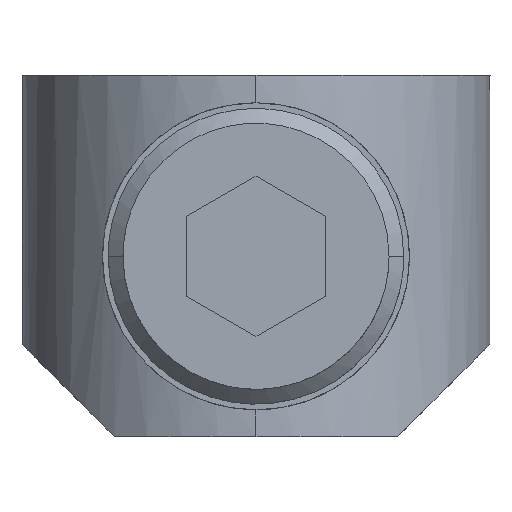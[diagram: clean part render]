
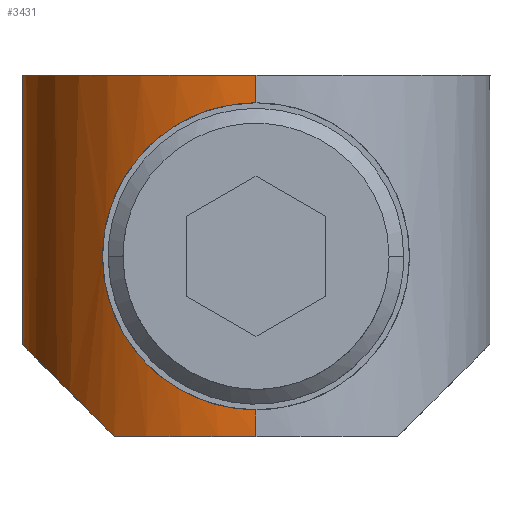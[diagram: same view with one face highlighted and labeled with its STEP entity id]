
A CAD part, left-side view. The second image highlights one B-rep face of the part: STEP entity #3431.
In plain terms, the highlighted cylindrical face has radius 10.287 mm (diameter 20.574 mm), a partial arc.
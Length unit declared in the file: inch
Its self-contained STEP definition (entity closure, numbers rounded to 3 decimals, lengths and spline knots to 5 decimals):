
#3042=CARTESIAN_POINT('',(-1.2569,0.,-0.625));
#3043=VERTEX_POINT('',#3042);
#3044=CARTESIAN_POINT('',(-1.2569,0.,-0.57865));
#3045=VERTEX_POINT('',#3044);
#3046=CARTESIAN_POINT('',(-1.2569,0.,-0.625));
#3047=DIRECTION('',(0.0,0.0,1.0));
#3048=VECTOR('',#3047,0.04635);
#3049=LINE('',#3046,#3048);
#3050=EDGE_CURVE('',#3043,#3045,#3049,.T.);
#3070=CARTESIAN_POINT('',(-0.4469,0.,-0.625));
#3071=VERTEX_POINT('',#3070);
#3079=CARTESIAN_POINT('',(-0.4469,0.,-0.479));
#3080=VERTEX_POINT('',#3079);
#3081=CARTESIAN_POINT('',(-0.4469,0.,-0.479));
#3082=DIRECTION('',(0.0,0.0,-1.0));
#3083=VECTOR('',#3082,0.146);
#3084=LINE('',#3081,#3083);
#3085=EDGE_CURVE('',#3080,#3071,#3084,.T.);
#3087=CARTESIAN_POINT('',(-0.4469,0.,-0.147));
#3088=VERTEX_POINT('',#3087);
#3110=CARTESIAN_POINT('',(-0.4469,0.,-0.13));
#3111=VERTEX_POINT('',#3110);
#3112=CARTESIAN_POINT('',(-0.4469,0.,-0.13));
#3113=DIRECTION('',(0.0,0.0,-1.0));
#3114=VECTOR('',#3113,0.017);
#3115=LINE('',#3112,#3114);
#3116=EDGE_CURVE('',#3111,#3088,#3115,.T.);
#3135=CARTESIAN_POINT('',(-1.2569,0.,0.));
#3136=VERTEX_POINT('',#3135);
#3144=CARTESIAN_POINT('',(-1.2569,0.,-0.04735));
#3145=VERTEX_POINT('',#3144);
#3146=CARTESIAN_POINT('',(-1.2569,0.,-0.04735));
#3147=DIRECTION('',(0.0,0.0,1.0));
#3148=VECTOR('',#3147,0.04735);
#3149=LINE('',#3146,#3148);
#3150=EDGE_CURVE('',#3145,#3136,#3149,.T.);
#3246=CARTESIAN_POINT('',(-1.2569,0.,-0.57865));
#3247=CARTESIAN_POINT('',(-1.2569,0.03451,-0.57865));
#3248=CARTESIAN_POINT('',(-1.25212,0.07061,-0.57153));
#3249=CARTESIAN_POINT('',(-1.23494,0.1358,-0.54404));
#3250=CARTESIAN_POINT('',(-1.22268,0.16496,-0.52373));
#3251=CARTESIAN_POINT('',(-1.1986,0.21096,-0.47773));
#3252=CARTESIAN_POINT('',(-1.18492,0.23112,-0.44862));
#3253=CARTESIAN_POINT('',(-1.16418,0.25846,-0.38376));
#3254=CARTESIAN_POINT('',(-1.1576,0.26565,-0.34786));
#3255=CARTESIAN_POINT('',(-1.1576,0.26565,-0.313));
#3256=CARTESIAN_POINT('',(-1.1576,0.26565,-0.27814));
#3257=CARTESIAN_POINT('',(-1.16418,0.25846,-0.24224));
#3258=CARTESIAN_POINT('',(-1.18492,0.23112,-0.17738));
#3259=CARTESIAN_POINT('',(-1.1986,0.21096,-0.14827));
#3260=CARTESIAN_POINT('',(-1.22268,0.16496,-0.10227));
#3261=CARTESIAN_POINT('',(-1.23494,0.1358,-0.08196));
#3262=CARTESIAN_POINT('',(-1.25212,0.07061,-0.05447));
#3263=CARTESIAN_POINT('',(-1.2569,0.03451,-0.04735));
#3264=CARTESIAN_POINT('',(-1.2569,0.,-0.04735));
#3265=B_SPLINE_CURVE_WITH_KNOTS('',3,(#3246,#3247,#3248,#3249,#3250,#3251,#3252,#3253,#3254,#3255,#3256,#3257,#3258,#3259,#3260,#3261,#3262,#3263,#3264),.UNSPECIFIED.,.F.,.U.,(4,2,2,2,3,2,2,2,4),(1.24863,1.35215,1.45567,1.56026,1.66484,1.76942,1.874,1.97752,2.08105),.UNSPECIFIED.);
#3266=EDGE_CURVE('',#3045,#3145,#3265,.T.);
#3307=CARTESIAN_POINT('',(-0.48248,0.166,-0.313));
#3308=VERTEX_POINT('',#3307);
#3309=CARTESIAN_POINT('',(-0.48248,0.166,-0.313));
#3310=CARTESIAN_POINT('',(-0.48248,0.166,-0.33413));
#3311=CARTESIAN_POINT('',(-0.48048,0.16173,-0.35647));
#3312=CARTESIAN_POINT('',(-0.47353,0.14472,-0.39727));
#3313=CARTESIAN_POINT('',(-0.46871,0.13199,-0.41577));
#3314=CARTESIAN_POINT('',(-0.45986,0.10279,-0.44497));
#3315=CARTESIAN_POINT('',(-0.45523,0.08428,-0.45771));
#3316=CARTESIAN_POINT('',(-0.44871,0.04345,-0.47473));
#3317=CARTESIAN_POINT('',(-0.4469,0.0211,-0.479));
#3318=CARTESIAN_POINT('',(-0.4469,0.,-0.479));
#3319=B_SPLINE_CURVE_WITH_KNOTS('',3,(#3309,#3310,#3311,#3312,#3313,#3314,#3315,#3316,#3317,#3318),.UNSPECIFIED.,.F.,.U.,(4,2,2,2,4),(0.0,0.06338,0.12677,0.19008,0.2534),.UNSPECIFIED.);
#3320=EDGE_CURVE('',#3308,#3080,#3319,.T.);
#3322=CARTESIAN_POINT('',(-0.4469,0.,-0.147));
#3323=CARTESIAN_POINT('',(-0.4469,0.0211,-0.147));
#3324=CARTESIAN_POINT('',(-0.44871,0.04345,-0.15127));
#3325=CARTESIAN_POINT('',(-0.45523,0.08428,-0.16829));
#3326=CARTESIAN_POINT('',(-0.45986,0.10279,-0.18103));
#3327=CARTESIAN_POINT('',(-0.46871,0.13199,-0.21023));
#3328=CARTESIAN_POINT('',(-0.47353,0.14472,-0.22873));
#3329=CARTESIAN_POINT('',(-0.48048,0.16173,-0.26953));
#3330=CARTESIAN_POINT('',(-0.48248,0.166,-0.29187));
#3331=CARTESIAN_POINT('',(-0.48248,0.166,-0.313));
#3332=B_SPLINE_CURVE_WITH_KNOTS('',3,(#3322,#3323,#3324,#3325,#3326,#3327,#3328,#3329,#3330,#3331),.UNSPECIFIED.,.F.,.U.,(4,2,2,2,4),(0.76019,0.8235,0.88681,0.9502,1.01358),.UNSPECIFIED.);
#3333=EDGE_CURVE('',#3088,#3308,#3332,.T.);
#3343=CARTESIAN_POINT('',(-0.52941,0.245,-0.625));
#3344=VERTEX_POINT('',#3343);
#3345=CARTESIAN_POINT('',(-1.17439,0.245,-0.625));
#3346=VERTEX_POINT('',#3345);
#3347=CARTESIAN_POINT('',(-0.8519,0.,-0.87));
#3348=DIRECTION('',(0.,-0.707,0.707));
#3349=DIRECTION('',(0.,-0.707,-0.707));
#3350=AXIS2_PLACEMENT_3D('',#3347,#3348,#3349);
#3351=ELLIPSE('',#3350,0.57276,0.405);
#3352=EDGE_CURVE('',#3344,#3346,#3351,.T.);
#3378=CARTESIAN_POINT('',(-0.8519,0.,-0.625));
#3379=DIRECTION('',(0.0,0.0,1.0));
#3380=DIRECTION('',(-1.0,0.0,0.0));
#3381=AXIS2_PLACEMENT_3D('',#3378,#3379,#3380);
#3382=CYLINDRICAL_SURFACE('',#3381,0.405);
#3383=ORIENTED_EDGE('',*,*,#3050,.T.);
#3384=ORIENTED_EDGE('',*,*,#3266,.T.);
#3385=ORIENTED_EDGE('',*,*,#3150,.T.);
#3386=CARTESIAN_POINT('',(-0.47753,0.1545,0.));
#3387=VERTEX_POINT('',#3386);
#3388=CARTESIAN_POINT('',(-0.8519,0.,0.));
#3389=DIRECTION('',(0.0,0.0,-1.0));
#3390=DIRECTION('',(-1.0,0.0,0.0));
#3391=AXIS2_PLACEMENT_3D('',#3388,#3389,#3390);
#3392=CIRCLE('',#3391,0.405);
#3393=EDGE_CURVE('',#3136,#3387,#3392,.T.);
#3394=ORIENTED_EDGE('',*,*,#3393,.T.);
#3395=CARTESIAN_POINT('',(-0.47753,0.1545,-0.13));
#3396=VERTEX_POINT('',#3395);
#3397=CARTESIAN_POINT('',(-0.47753,0.1545,0.));
#3398=DIRECTION('',(0.0,0.0,-1.0));
#3399=VECTOR('',#3398,0.13);
#3400=LINE('',#3397,#3399);
#3401=EDGE_CURVE('',#3387,#3396,#3400,.T.);
#3402=ORIENTED_EDGE('',*,*,#3401,.T.);
#3403=CARTESIAN_POINT('',(-0.8519,0.,-0.13));
#3404=DIRECTION('',(0.0,0.0,-1.0));
#3405=DIRECTION('',(-1.0,0.0,0.0));
#3406=AXIS2_PLACEMENT_3D('',#3403,#3404,#3405);
#3407=CIRCLE('',#3406,0.405);
#3408=EDGE_CURVE('',#3396,#3111,#3407,.T.);
#3409=ORIENTED_EDGE('',*,*,#3408,.T.);
#3410=ORIENTED_EDGE('',*,*,#3116,.T.);
#3411=ORIENTED_EDGE('',*,*,#3333,.T.);
#3412=ORIENTED_EDGE('',*,*,#3320,.T.);
#3413=ORIENTED_EDGE('',*,*,#3085,.T.);
#3414=CARTESIAN_POINT('',(-0.8519,0.,-0.625));
#3415=DIRECTION('',(0.0,0.0,1.0));
#3416=DIRECTION('',(-1.0,0.0,0.0));
#3417=AXIS2_PLACEMENT_3D('',#3414,#3415,#3416);
#3418=CIRCLE('',#3417,0.405);
#3419=EDGE_CURVE('',#3071,#3344,#3418,.T.);
#3420=ORIENTED_EDGE('',*,*,#3419,.T.);
#3421=ORIENTED_EDGE('',*,*,#3352,.T.);
#3422=CARTESIAN_POINT('',(-0.8519,0.,-0.625));
#3423=DIRECTION('',(0.0,0.0,1.0));
#3424=DIRECTION('',(-1.0,0.0,0.0));
#3425=AXIS2_PLACEMENT_3D('',#3422,#3423,#3424);
#3426=CIRCLE('',#3425,0.405);
#3427=EDGE_CURVE('',#3346,#3043,#3426,.T.);
#3428=ORIENTED_EDGE('',*,*,#3427,.T.);
#3429=EDGE_LOOP('',(#3383,#3384,#3385,#3394,#3402,#3409,#3410,#3411,#3412,#3413,#3420,#3421,#3428));
#3430=FACE_OUTER_BOUND('',#3429,.T.);
#3431=ADVANCED_FACE('',(#3430),#3382,.T.);
